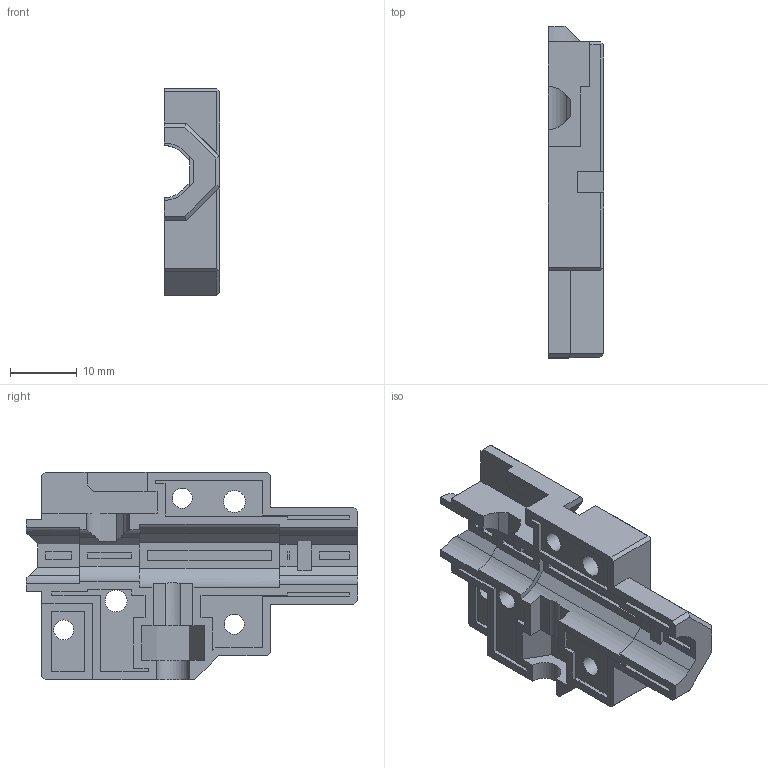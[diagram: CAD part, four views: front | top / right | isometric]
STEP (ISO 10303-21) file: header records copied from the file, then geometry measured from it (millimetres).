
FILE_DESCRIPTION(/* description */ (''),/* implementation_level */ '2;1');
FILE_NAME(/* name */ '7_Hop-Up_Unit_Right.step',/* time_stamp */ '2023-08-25T22:07:43+01:00',/* author */ (''),/* organization */ (''),/* preprocessor_version */ 'ST-DEVELOPER v20',/* originating_system */ 'Autodesk Translation Framework v12.9.0.99',/* authorisation */ '');
FILE_SCHEMA (('AUTOMOTIVE_DESIGN { 1 0 10303 214 3 1 1 }'));
Length unit declared in the file: millimetre
Products named in the file (1): 7. Hop-Up Unit Right
Bounding box: 8.35 x 49.8 x 31.1 mm (x, y, z)
Volume: 6543.1 mm3; surface area: 4501.1 mm2
Topology: 1 solids, 1 shells, 208 faces, 578 edges, 380 vertices
Faces by surface type: plane 186, cylinder 20, cone 2
Full cylindrical faces by diameter (mm): 3 x3, 3.3 x2
Entity records: 6619 total; most frequent: CARTESIAN_POINT 1186, ORIENTED_EDGE 1156, DIRECTION 1045, EDGE_CURVE 578, LINE 523, VECTOR 523, VERTEX_POINT 380, AXIS2_PLACEMENT_3D 261
